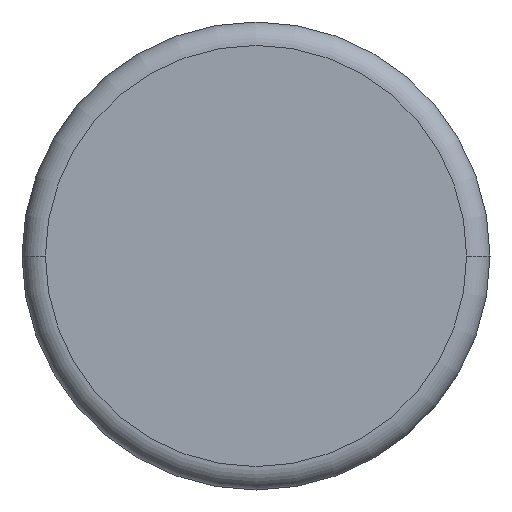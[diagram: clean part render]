
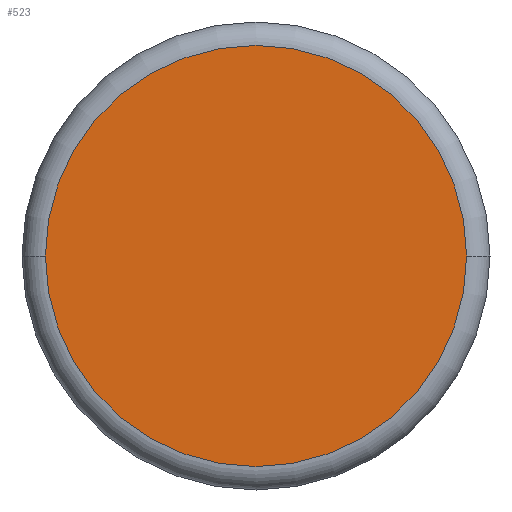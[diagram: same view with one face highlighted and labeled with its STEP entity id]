
A CAD part, front view. The second image highlights one B-rep face of the part: STEP entity #523.
In plain terms, the highlighted face is planar.
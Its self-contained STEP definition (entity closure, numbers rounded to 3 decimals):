
#285=CARTESIAN_POINT('',(201.923,147.724,28.0));
#286=VERTEX_POINT('',#285);
#295=CARTESIAN_POINT('',(205.523,147.724,28.0));
#296=VERTEX_POINT('',#295);
#304=CARTESIAN_POINT('',(203.723,147.724,28.0));
#305=DIRECTION('',(0.0,0.0,-1.0));
#306=DIRECTION('',(-1.0,0.0,0.0));
#307=AXIS2_PLACEMENT_3D('',#304,#305,#306);
#308=CIRCLE('',#307,1.8);
#309=EDGE_CURVE('',#296,#286,#308,.T.);
#478=CARTESIAN_POINT('',(203.723,147.724,28.0));
#479=DIRECTION('',(0.0,0.0,-1.0));
#480=DIRECTION('',(-1.0,0.0,0.0));
#481=AXIS2_PLACEMENT_3D('',#478,#479,#480);
#482=CIRCLE('',#481,1.8);
#483=EDGE_CURVE('',#286,#296,#482,.T.);
#514=CARTESIAN_POINT('',(205.723,147.724,28.0));
#515=DIRECTION('',(0.0,0.0,1.0));
#516=DIRECTION('',(1.0,0.0,0.0));
#517=AXIS2_PLACEMENT_3D('',#514,#515,#516);
#518=PLANE('',#517);
#519=ORIENTED_EDGE('',*,*,#309,.F.);
#520=ORIENTED_EDGE('',*,*,#483,.F.);
#521=EDGE_LOOP('',(#519,#520));
#522=FACE_OUTER_BOUND('',#521,.T.);
#523=ADVANCED_FACE('',(#522),#518,.T.);
